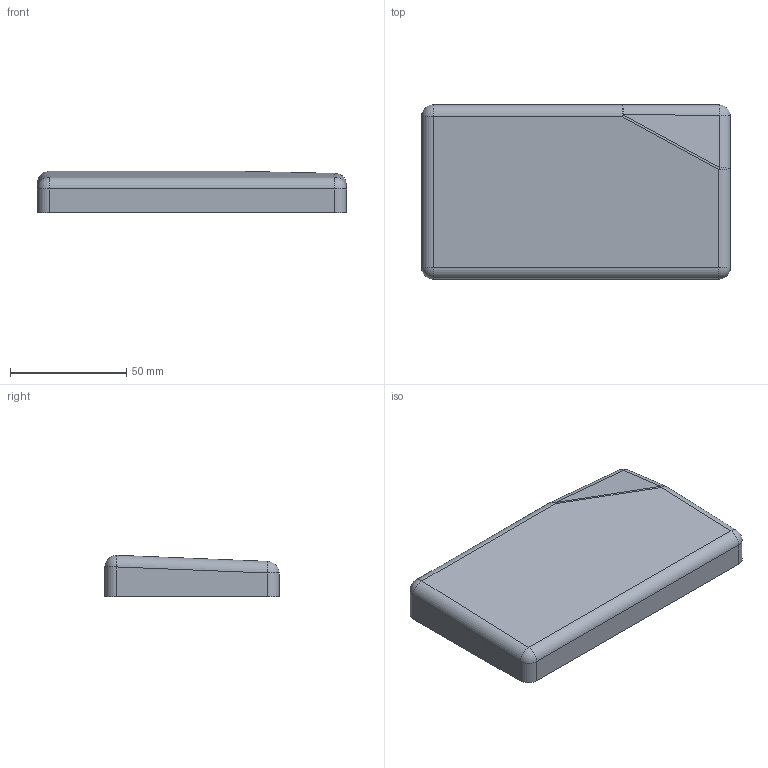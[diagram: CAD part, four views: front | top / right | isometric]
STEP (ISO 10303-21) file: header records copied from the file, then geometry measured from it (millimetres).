
FILE_DESCRIPTION(('FreeCAD Model'),'2;1');
FILE_NAME('Open CASCADE Shape Model','2023-08-12T02:20:50',(''),(''), 'Open CASCADE STEP processor 7.6','FreeCAD','Unknown');
FILE_SCHEMA(('AUTOMOTIVE_DESIGN { 1 0 10303 214 1 1 1 1 }'));
Length unit declared in the file: millimetre
Products named in the file (1): left
Bounding box: 133 x 75 x 17.79 mm (x, y, z)
Volume: 160025.9 mm3; surface area: 26021.7 mm2
Topology: 1 solids, 1 shells, 36 faces, 72 edges, 38 vertices
Faces by surface type: cylinder 17, plane 13, sphere 6
Full cylindrical faces by diameter (mm): 3 x4, 12 x2
Entity records: 1892 total; most frequent: CARTESIAN_POINT 417, DIRECTION 301, LINE 145, VECTOR 145, ORIENTED_EDGE 132, PCURVE 132, DEFINITIONAL_REPRESENTATION 132, AXIS2_PLACEMENT_3D 71
